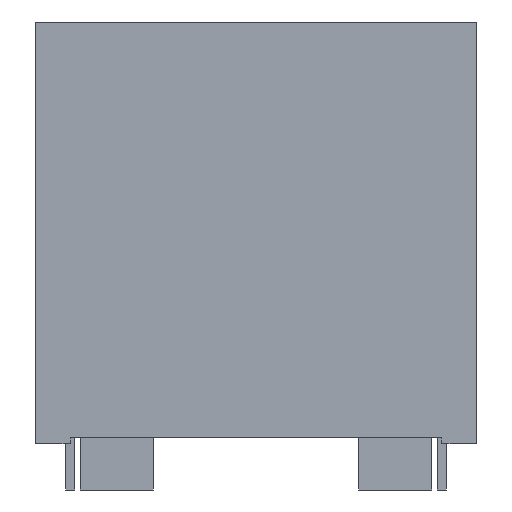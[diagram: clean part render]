
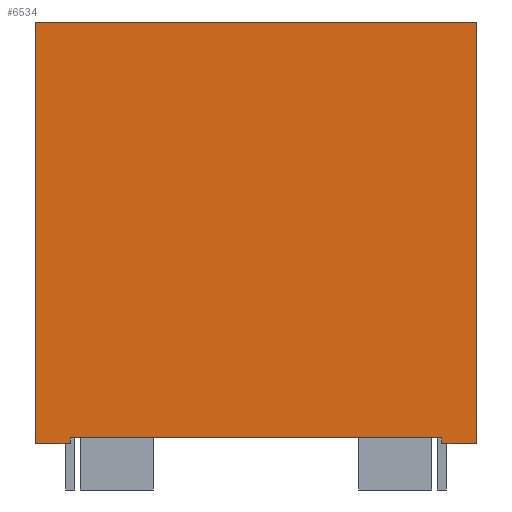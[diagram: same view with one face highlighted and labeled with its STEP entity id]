
A CAD part, front view. The second image highlights one B-rep face of the part: STEP entity #6534.
In plain terms, the highlighted planar face has unit normal (0, -1, 0).
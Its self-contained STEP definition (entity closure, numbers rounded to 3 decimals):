
#85 = VECTOR ( 'NONE', #13247, 1000. ) ;
#101 = VERTEX_POINT ( 'NONE', #6451 ) ;
#224 = DIRECTION ( 'NONE',  ( 0., 1., 0. ) ) ;
#621 = DIRECTION ( 'NONE',  ( 0., 0., 1. ) ) ;
#1034 = CARTESIAN_POINT ( 'NONE',  ( -16., -16.5, 0. ) ) ;
#1210 = EDGE_CURVE ( 'NONE', #11151, #7095, #9327, .T. ) ;
#1721 = EDGE_CURVE ( 'NONE', #3420, #6887, #6829, .T. ) ;
#1729 = CARTESIAN_POINT ( 'NONE',  ( -19., -16.5, 0.5 ) ) ;
#2232 = CARTESIAN_POINT ( 'NONE',  ( -19., -16.5, 36.3 ) ) ;
#2578 = CARTESIAN_POINT ( 'NONE',  ( 16., -16.5, 0. ) ) ;
#2605 = VECTOR ( 'NONE', #9409, 1000. ) ;
#3041 = VECTOR ( 'NONE', #621, 1000. ) ;
#3126 = LINE ( 'NONE', #4115, #11569 ) ;
#3244 = DIRECTION ( 'NONE',  ( 0., 0., 1. ) ) ;
#3420 = VERTEX_POINT ( 'NONE', #4353 ) ;
#3505 = EDGE_CURVE ( 'NONE', #10255, #5623, #7473, .T. ) ;
#3916 = VERTEX_POINT ( 'NONE', #2578 ) ;
#4115 = CARTESIAN_POINT ( 'NONE',  ( 19., -16.5, 0. ) ) ;
#4144 = CARTESIAN_POINT ( 'NONE',  ( 16., -16.5, 0.5 ) ) ;
#4207 = ORIENTED_EDGE ( 'NONE', *, *, #3505, .F. ) ;
#4310 = VECTOR ( 'NONE', #4699, 1000. ) ;
#4353 = CARTESIAN_POINT ( 'NONE',  ( -16., -16.5, 0. ) ) ;
#4640 = EDGE_CURVE ( 'NONE', #10255, #6887, #11955, .T. ) ;
#4651 = PLANE ( 'NONE',  #12563 ) ;
#4699 = DIRECTION ( 'NONE',  ( -1., 0., 0. ) ) ;
#5565 = CARTESIAN_POINT ( 'NONE',  ( -19., -16.5, 36.3 ) ) ;
#5623 = VERTEX_POINT ( 'NONE', #8556 ) ;
#5743 = CARTESIAN_POINT ( 'NONE',  ( -19., -16.5, 0. ) ) ;
#5794 = DIRECTION ( 'NONE',  ( 0., 0., 1. ) ) ;
#5801 = LINE ( 'NONE', #7296, #3041 ) ;
#5899 = ORIENTED_EDGE ( 'NONE', *, *, #13431, .F. ) ;
#6038 = ORIENTED_EDGE ( 'NONE', *, *, #4640, .T. ) ;
#6451 = CARTESIAN_POINT ( 'NONE',  ( 19., -16.5, 0. ) ) ;
#6534 = ADVANCED_FACE ( 'NONE', ( #10536 ), #4651, .F. ) ;
#6710 = EDGE_CURVE ( 'NONE', #101, #3916, #3126, .T. ) ;
#6743 = EDGE_CURVE ( 'NONE', #3420, #11151, #9527, .T. ) ;
#6800 = CARTESIAN_POINT ( 'NONE',  ( -19., -16.5, 36.3 ) ) ;
#6829 = LINE ( 'NONE', #5743, #4310 ) ;
#6887 = VERTEX_POINT ( 'NONE', #10132 ) ;
#7074 = CARTESIAN_POINT ( 'NONE',  ( 19., -16.5, 36.3 ) ) ;
#7095 = VERTEX_POINT ( 'NONE', #4144 ) ;
#7157 = ORIENTED_EDGE ( 'NONE', *, *, #1721, .F. ) ;
#7296 = CARTESIAN_POINT ( 'NONE',  ( 16., -16.5, 0. ) ) ;
#7473 = LINE ( 'NONE', #2232, #85 ) ;
#7768 = VECTOR ( 'NONE', #3244, 1000. ) ;
#8231 = EDGE_CURVE ( 'NONE', #5623, #101, #8475, .T. ) ;
#8475 = LINE ( 'NONE', #7074, #12263 ) ;
#8556 = CARTESIAN_POINT ( 'NONE',  ( 19., -16.5, 36.3 ) ) ;
#8662 = EDGE_LOOP ( 'NONE', ( #6038, #7157, #10690, #8871, #5899, #9784, #11846, #4207 ) ) ;
#8735 = DIRECTION ( 'NONE',  ( -1., 0., 0. ) ) ;
#8871 = ORIENTED_EDGE ( 'NONE', *, *, #1210, .T. ) ;
#9273 = DIRECTION ( 'NONE',  ( 0., 0., -1. ) ) ;
#9327 = LINE ( 'NONE', #1729, #2605 ) ;
#9409 = DIRECTION ( 'NONE',  ( 1., 0., 0. ) ) ;
#9527 = LINE ( 'NONE', #1034, #7768 ) ;
#9784 = ORIENTED_EDGE ( 'NONE', *, *, #6710, .F. ) ;
#10132 = CARTESIAN_POINT ( 'NONE',  ( -19., -16.5, 0. ) ) ;
#10235 = CARTESIAN_POINT ( 'NONE',  ( -19., -16.5, 36.3 ) ) ;
#10255 = VERTEX_POINT ( 'NONE', #5565 ) ;
#10536 = FACE_OUTER_BOUND ( 'NONE', #8662, .T. ) ;
#10690 = ORIENTED_EDGE ( 'NONE', *, *, #6743, .T. ) ;
#11151 = VERTEX_POINT ( 'NONE', #12601 ) ;
#11241 = DIRECTION ( 'NONE',  ( 0., 0., -1. ) ) ;
#11569 = VECTOR ( 'NONE', #8735, 1000. ) ;
#11846 = ORIENTED_EDGE ( 'NONE', *, *, #8231, .F. ) ;
#11955 = LINE ( 'NONE', #10235, #13163 ) ;
#12263 = VECTOR ( 'NONE', #9273, 1000. ) ;
#12563 = AXIS2_PLACEMENT_3D ( 'NONE', #6800, #224, #5794 ) ;
#12601 = CARTESIAN_POINT ( 'NONE',  ( -16., -16.5, 0.5 ) ) ;
#13163 = VECTOR ( 'NONE', #11241, 1000. ) ;
#13247 = DIRECTION ( 'NONE',  ( 1., 0., 0. ) ) ;
#13431 = EDGE_CURVE ( 'NONE', #3916, #7095, #5801, .T. ) ;
